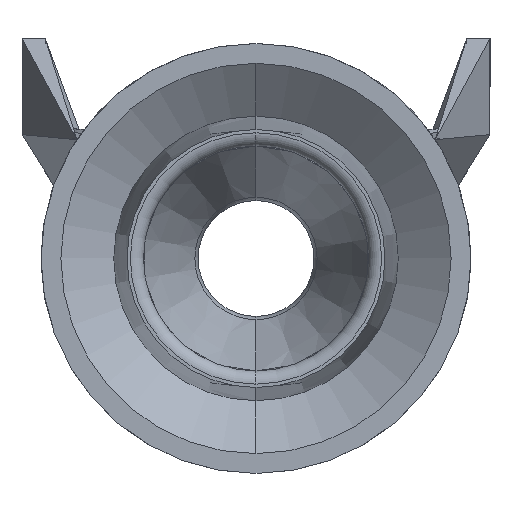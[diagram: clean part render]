
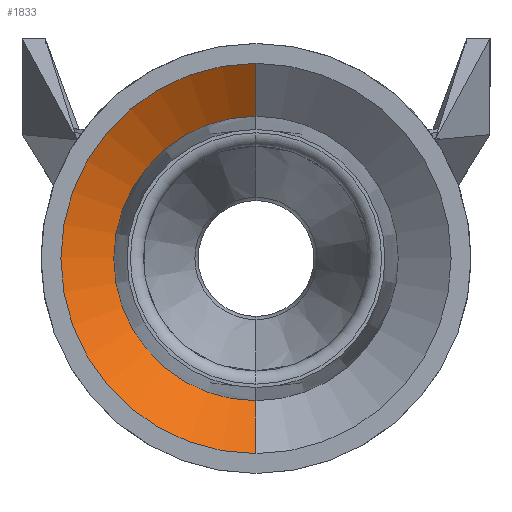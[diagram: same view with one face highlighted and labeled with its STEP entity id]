
A CAD part, front view. The second image highlights one B-rep face of the part: STEP entity #1833.
In plain terms, the highlighted conical face has half-angle 53.13 degrees and reference radius 8.6 mm.
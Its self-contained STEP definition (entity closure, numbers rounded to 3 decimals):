
#32 = LINE ( 'NONE', #350, #2175 ) ;
#91 = FACE_OUTER_BOUND ( 'NONE', #734, .T. ) ;
#119 = ORIENTED_EDGE ( 'NONE', *, *, #3343, .F. ) ;
#257 = CIRCLE ( 'NONE', #542, 11.8 ) ;
#350 = CARTESIAN_POINT ( 'NONE',  ( 0., 22.4, -8.6 ) ) ;
#465 = AXIS2_PLACEMENT_3D ( 'NONE', #2149, #1821, #3156 ) ;
#491 = VERTEX_POINT ( 'NONE', #3309 ) ;
#542 = AXIS2_PLACEMENT_3D ( 'NONE', #2351, #2697, #3346 ) ;
#734 = EDGE_LOOP ( 'NONE', ( #3238, #4144, #2938, #119 ) ) ;
#839 = EDGE_CURVE ( 'NONE', #1034, #1438, #1796, .T. ) ;
#1034 = VERTEX_POINT ( 'NONE', #1125 ) ;
#1125 = CARTESIAN_POINT ( 'NONE',  ( 0., 22.4, 8.6 ) ) ;
#1387 = EDGE_CURVE ( 'NONE', #491, #1438, #257, .T. ) ;
#1438 = VERTEX_POINT ( 'NONE', #1673 ) ;
#1525 = VERTEX_POINT ( 'NONE', #2744 ) ;
#1548 = VECTOR ( 'NONE', #3618, 1000. ) ;
#1673 = CARTESIAN_POINT ( 'NONE',  ( 0., 20., 11.8 ) ) ;
#1796 = LINE ( 'NONE', #2660, #1548 ) ;
#1821 = DIRECTION ( 'NONE',  ( 0., 1., 0. ) ) ;
#1833 = ADVANCED_FACE ( 'NONE', ( #91 ), #2494, .F. ) ;
#1855 = CARTESIAN_POINT ( 'NONE',  ( 0., 22.4, 0. ) ) ;
#2149 = CARTESIAN_POINT ( 'NONE',  ( 0., 22.4, 0. ) ) ;
#2175 = VECTOR ( 'NONE', #4073, 1000. ) ;
#2351 = CARTESIAN_POINT ( 'NONE',  ( 0., 20., 0. ) ) ;
#2494 = CONICAL_SURFACE ( 'NONE', #3406, 8.6, 0.927 ) ;
#2499 = CIRCLE ( 'NONE', #465, 8.6 ) ;
#2520 = DIRECTION ( 'NONE',  ( 0., 0., -1. ) ) ;
#2660 = CARTESIAN_POINT ( 'NONE',  ( 0., 22.4, 8.6 ) ) ;
#2697 = DIRECTION ( 'NONE',  ( 0., 1., 0. ) ) ;
#2744 = CARTESIAN_POINT ( 'NONE',  ( 0., 22.4, -8.6 ) ) ;
#2938 = ORIENTED_EDGE ( 'NONE', *, *, #1387, .F. ) ;
#3104 = EDGE_CURVE ( 'NONE', #1525, #1034, #2499, .T. ) ;
#3156 = DIRECTION ( 'NONE',  ( 0., 0., 1. ) ) ;
#3238 = ORIENTED_EDGE ( 'NONE', *, *, #3104, .T. ) ;
#3309 = CARTESIAN_POINT ( 'NONE',  ( 0., 20., -11.8 ) ) ;
#3343 = EDGE_CURVE ( 'NONE', #1525, #491, #32, .T. ) ;
#3346 = DIRECTION ( 'NONE',  ( 0., 0., 1. ) ) ;
#3406 = AXIS2_PLACEMENT_3D ( 'NONE', #1855, #4253, #2520 ) ;
#3618 = DIRECTION ( 'NONE',  ( 0., -0.6, 0.8 ) ) ;
#4073 = DIRECTION ( 'NONE',  ( 0., -0.6, -0.8 ) ) ;
#4144 = ORIENTED_EDGE ( 'NONE', *, *, #839, .T. ) ;
#4253 = DIRECTION ( 'NONE',  ( 0., -1., 0. ) ) ;
